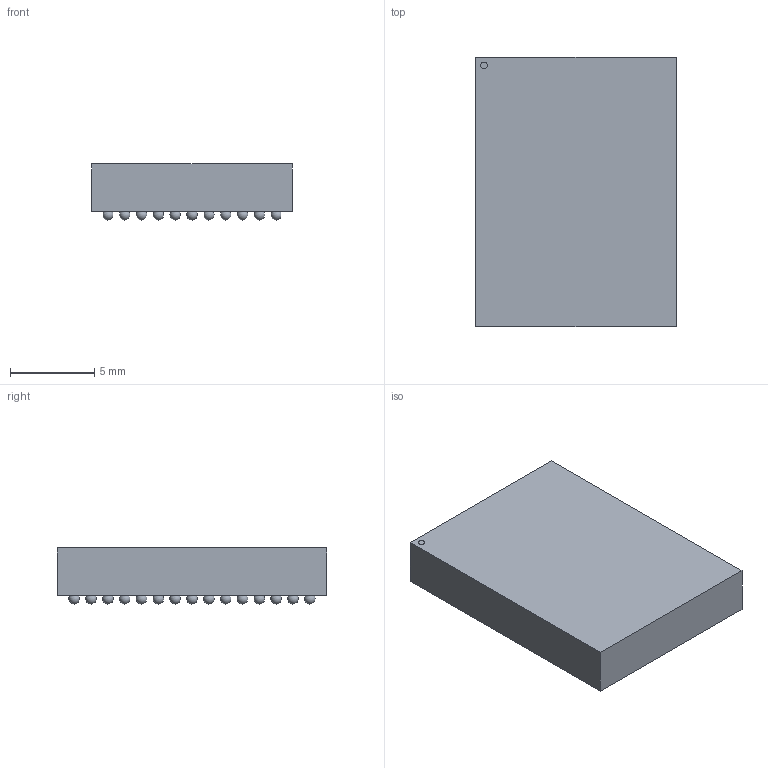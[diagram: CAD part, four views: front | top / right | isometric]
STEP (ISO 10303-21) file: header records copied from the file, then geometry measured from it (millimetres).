
FILE_DESCRIPTION(/* description */ ('model of Analog_BGA-165_11.9x16.0mm_Layout11x15_P1.0mm_Ball0.6mm_Pad0.5mm'),/* implementation_level */ '2;1');
FILE_NAME(/* name */ 'Analog_BGA-165_11.9x16.0mm_Layout11x15_P1.0mm_Ball0.6mm_Pad0.5mm.step',/* time_stamp */ '2024-10-01T16:50:13',/* author */ ('KiCAD','kicad'),/* organization */ ('OCCT'),/* preprocessor_version */ '',/* originating_system */ 'KiCAD',/* authorisation */ '');
FILE_SCHEMA(('AUTOMOTIVE_DESIGN { 1 0 10303 214 1 1 1 1 }'));
Length unit declared in the file: millimetre
Products named in the file (1): Analog_BGA-165_11.9x16.0mm_Layout11x15_P1.0mm_Ball0.6mm_Pad0.5mm
Bounding box: 11.9 x 16 x 3.34 mm (x, y, z)
Volume: 556.6 mm3; surface area: 675.6 mm2
Topology: 1 solids, 1 shells, 173 faces, 510 edges, 340 vertices
Faces by surface type: sphere 165, plane 7, cylinder 1
Full cylindrical faces by diameter (mm): 0.4 x1
Entity records: 6731 total; most frequent: DIRECTION 1025, CARTESIAN_POINT 859, ORIENTED_EDGE 690, AXIS2_PLACEMENT_3D 506, EDGE_CURVE 345, VERTEX_POINT 340, FACE_BOUND 339, EDGE_LOOP 339
